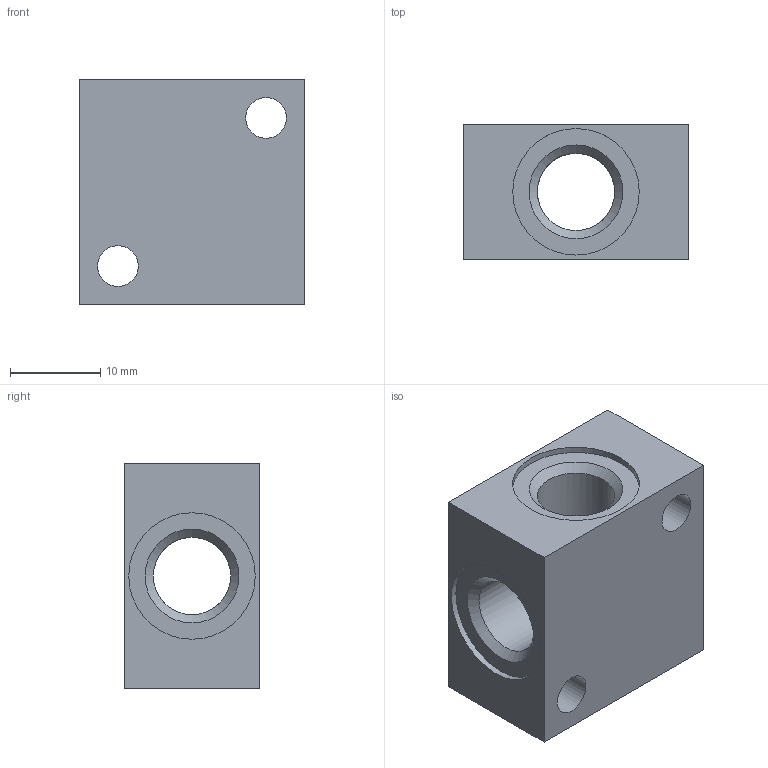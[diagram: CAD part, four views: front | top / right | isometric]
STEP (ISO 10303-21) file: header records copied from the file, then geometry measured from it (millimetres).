
FILE_DESCRIPTION (( 'STEP AP214' ), '1' );
FILE_NAME ('0604000110200A.STEP', '2013-09-02T15:27:34', ( 'ST01' ), ( '' ), 'SwSTEP 2.0', 'SolidWorks 2012', '' );
FILE_SCHEMA (( 'AUTOMOTIVE_DESIGN' ));
Length unit declared in the file: millimetre
Products named in the file (1): 0604000110200A
Bounding box: 25 x 15 x 25 mm (x, y, z)
Volume: 6119.1 mm3; surface area: 3927.3 mm2
Topology: 1 solids, 1 shells, 24 faces, 55 edges, 35 vertices
Faces by surface type: plane 10, cylinder 10, cone 4
Full cylindrical faces by diameter (mm): 4.5 x2, 8.566 x4, 14 x4
Entity records: 624 total; most frequent: CARTESIAN_POINT 109, DIRECTION 102, ORIENTED_EDGE 72, EDGE_LOOP 50, AXIS2_PLACEMENT_3D 45, EDGE_CURVE 36, FACE_OUTER_BOUND 34, VERTEX_POINT 30
